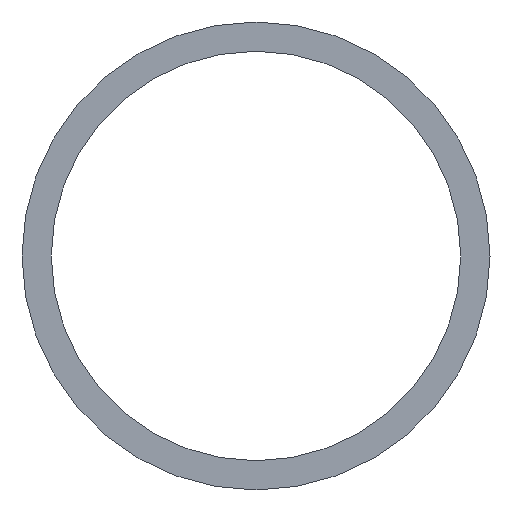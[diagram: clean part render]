
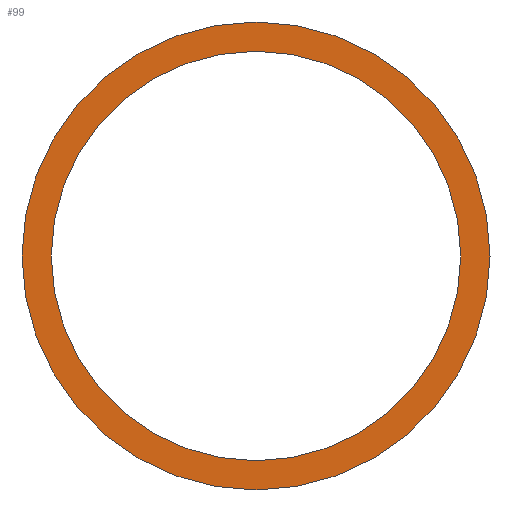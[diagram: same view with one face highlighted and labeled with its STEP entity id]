
A CAD part, left-side view. The second image highlights one B-rep face of the part: STEP entity #99.
In plain terms, the highlighted planar face has unit normal (-1, 0, 0).
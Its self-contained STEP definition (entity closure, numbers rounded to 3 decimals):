
#51 = EDGE_CURVE( '', #97, #75, #121, .T. );
#75 = VERTEX_POINT( '', #148 );
#77 = EDGE_CURVE( '', #79, #89, #150, .T. );
#79 = VERTEX_POINT( '', #152 );
#87 = EDGE_CURVE( '', #75, #97, #161, .T. );
#89 = VERTEX_POINT( '', #163 );
#97 = VERTEX_POINT( '', #172 );
#99 = ADVANCED_FACE( '', ( #174, #175 ), #176, .F. );
#101 = EDGE_CURVE( '', #89, #79, #178, .T. );
#121 = CIRCLE( '', #190, 14. );
#148 = CARTESIAN_POINT( '', ( 0., 0., -14. ) );
#150 = CIRCLE( '', #228, 16. );
#152 = CARTESIAN_POINT( '', ( 0., 0., -16. ) );
#161 = CIRCLE( '', #241, 14. );
#163 = CARTESIAN_POINT( '', ( 0., 0., 16. ) );
#172 = CARTESIAN_POINT( '', ( 0., 0., 14. ) );
#174 = FACE_OUTER_BOUND( '', #256, .T. );
#175 = FACE_BOUND( '', #257, .T. );
#176 = PLANE( '', #258 );
#178 = CIRCLE( '', #261, 16. );
#190 = AXIS2_PLACEMENT_3D( '', #266, #267, #268 );
#228 = AXIS2_PLACEMENT_3D( '', #299, #300, #301 );
#241 = AXIS2_PLACEMENT_3D( '', #312, #313, #314 );
#256 = EDGE_LOOP( '', ( #325, #326 ) );
#257 = EDGE_LOOP( '', ( #327, #328 ) );
#258 = AXIS2_PLACEMENT_3D( '', #329, #330, #331 );
#261 = AXIS2_PLACEMENT_3D( '', #332, #333, #334 );
#266 = CARTESIAN_POINT( '', ( 0., 0., 0. ) );
#267 = DIRECTION( '', ( 1., 0., 0. ) );
#268 = DIRECTION( '', ( 0., 0., -1. ) );
#299 = CARTESIAN_POINT( '', ( 0., 0., 0. ) );
#300 = DIRECTION( '', ( 1., 0., 0. ) );
#301 = DIRECTION( '', ( 0., 0., -1. ) );
#312 = CARTESIAN_POINT( '', ( 0., 0., 0. ) );
#313 = DIRECTION( '', ( 1., 0., 0. ) );
#314 = DIRECTION( '', ( 0., 0., -1. ) );
#325 = ORIENTED_EDGE( '', *, *, #77, .F. );
#326 = ORIENTED_EDGE( '', *, *, #101, .F. );
#327 = ORIENTED_EDGE( '', *, *, #87, .T. );
#328 = ORIENTED_EDGE( '', *, *, #51, .T. );
#329 = CARTESIAN_POINT( '', ( 0., 0., 0. ) );
#330 = DIRECTION( '', ( 1., 0., 0. ) );
#331 = DIRECTION( '', ( 0., 0., -1. ) );
#332 = CARTESIAN_POINT( '', ( 0., 0., 0. ) );
#333 = DIRECTION( '', ( 1., 0., 0. ) );
#334 = DIRECTION( '', ( 0., 0., -1. ) );
